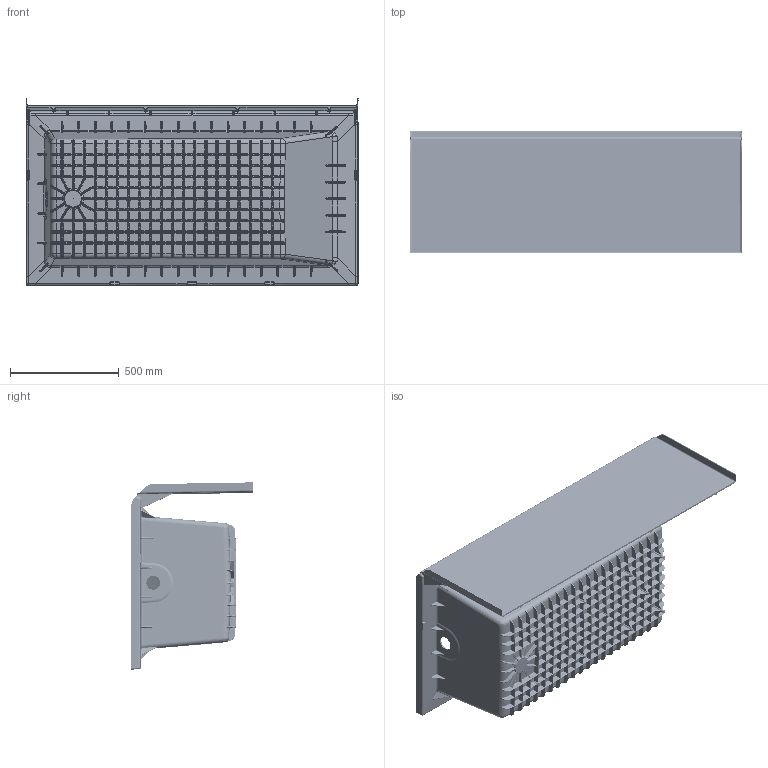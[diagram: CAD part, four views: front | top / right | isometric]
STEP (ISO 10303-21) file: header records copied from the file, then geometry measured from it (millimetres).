
FILE_DESCRIPTION (( 'STEP AP203' ), '1' );
FILE_NAME ('VP6032CTMML.STEP', '2023-05-30T19:04:07', ( '' ), ( '' ), 'SwSTEP 2.0', 'SolidWorks 2020', '' );
FILE_SCHEMA (( 'CONFIG_CONTROL_DESIGN' ));
Products named in the file (1): VP6032CTMML
Bounding box: 1524.05 x 558.89 x 859.76 mm (x, y, z)
Volume: 15580864.2 mm3; surface area: 7644820.4 mm2
Topology: 1 solids, 1 shells, 9039 faces, 21889 edges, 12164 vertices
Faces by surface type: bspline 4222, cylinder 3337, plane 1308, cone 88, sphere 58, torus 26
Entity records: 360440 total; most frequent: CARTESIAN_POINT 193161, ORIENTED_EDGE 42158, DIRECTION 27790, EDGE_CURVE 21079, VERTEX_POINT 12160, AXIS2_PLACEMENT_3D 10627, EDGE_LOOP 9159, ADVANCED_FACE 9039
